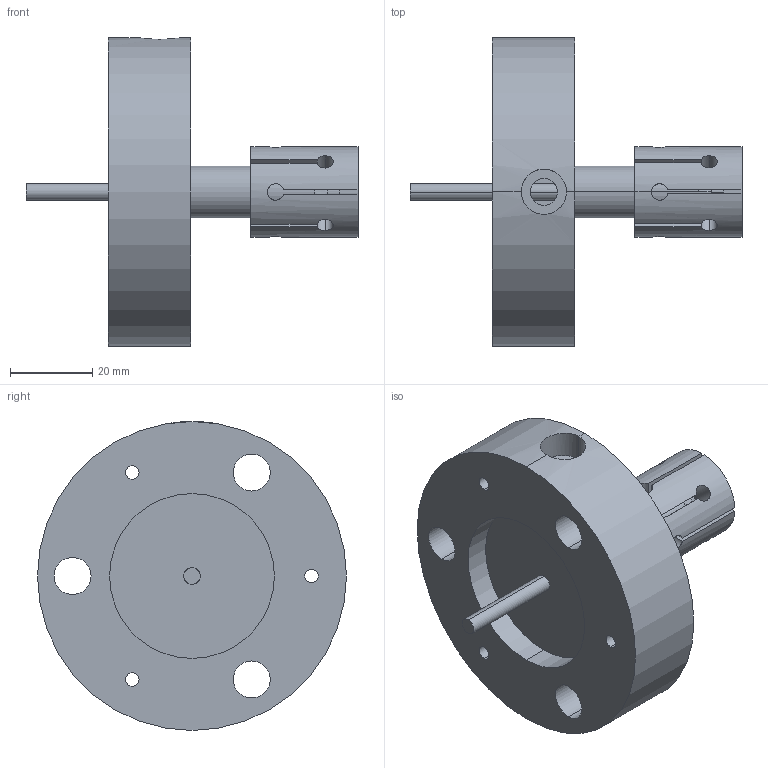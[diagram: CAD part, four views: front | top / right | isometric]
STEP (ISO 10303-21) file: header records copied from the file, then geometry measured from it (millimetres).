
FILE_DESCRIPTION (( 'STEP AP214' ), '1' );
FILE_NAME ('_DTG-3A2.STEP', '2023-12-11T02:20:45', ( '' ), ( '' ), 'SwSTEP 2.0', 'SolidWorks 2023', '' );
FILE_SCHEMA (( 'AUTOMOTIVE_DESIGN' ));
Length unit declared in the file: millimetre
Products named in the file (4): DTG-3A2-涨套; _DTG-3A2; DTG-3A2-底座; DTG-3A2-拉杆
Assembly tree (3 placements, depth 2):
  _DTG-3A2
    DTG-3A2-底座
    DTG-3A2-拉杆
    DTG-3A2-涨套
Bounding box: 80.6 x 75 x 75 mm (x, y, z)
Volume: 82219.7 mm3; surface area: 25364.4 mm2
Topology: 3 solids, 3 shells, 149 faces, 392 edges, 253 vertices
Faces by surface type: cylinder 72, plane 48, cone 29
Entity records: 5646 total; most frequent: CARTESIAN_POINT 1861, ORIENTED_EDGE 784, DIRECTION 753, EDGE_CURVE 392, AXIS2_PLACEMENT_3D 287, VERTEX_POINT 253, VECTOR 179, LINE 179
